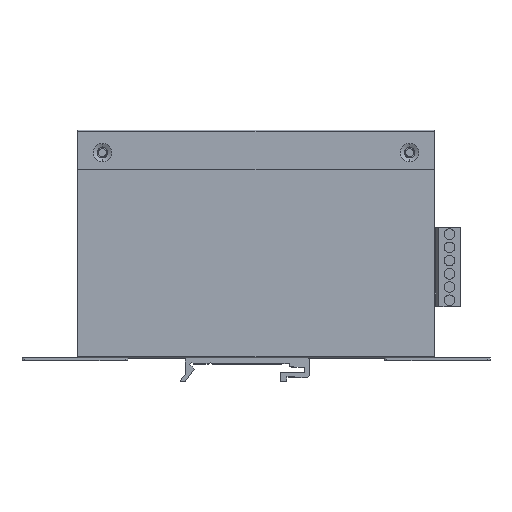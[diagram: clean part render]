
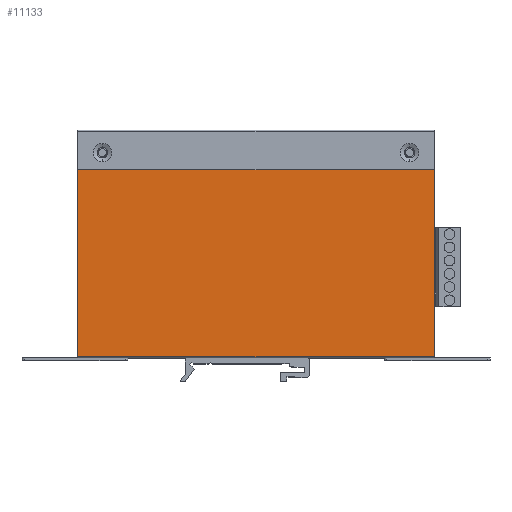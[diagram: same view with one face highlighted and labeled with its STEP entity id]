
A CAD part, top view. The second image highlights one B-rep face of the part: STEP entity #11133.
In plain terms, the highlighted face is planar.
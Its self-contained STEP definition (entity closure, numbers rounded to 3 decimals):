
#8948=DIRECTION('',(0.,0.,-1.));
#8949=VECTOR('',#8948,70.6);
#8950=CARTESIAN_POINT('',(0.,0.,71.1));
#8951=LINE('',#8950,#8949);
#9401=DIRECTION('',(0.,1.,0.));
#9402=VECTOR('',#9401,135.);
#9403=CARTESIAN_POINT('',(0.,0.,0.5));
#9404=LINE('',#9403,#9402);
#9405=DIRECTION('',(0.,1.,0.));
#9406=VECTOR('',#9405,135.);
#9407=CARTESIAN_POINT('',(0.,0.,71.1));
#9408=LINE('',#9407,#9406);
#9794=DIRECTION('',(0.,0.,-1.));
#9795=VECTOR('',#9794,70.6);
#9796=CARTESIAN_POINT('',(0.,135.,71.1));
#9797=LINE('',#9796,#9795);
#10146=CARTESIAN_POINT('',(0.,0.,71.1));
#10147=VERTEX_POINT('',#10146);
#10148=CARTESIAN_POINT('',(0.,0.,0.5));
#10149=VERTEX_POINT('',#10148);
#10156=CARTESIAN_POINT('',(0.,135.,71.1));
#10157=VERTEX_POINT('',#10156);
#10158=CARTESIAN_POINT('',(0.,135.,0.5));
#10159=VERTEX_POINT('',#10158);
#11120=CARTESIAN_POINT('',(0.,0.,71.1));
#11121=DIRECTION('',(1.,0.,0.));
#11122=DIRECTION('',(0.,0.,-1.));
#11123=AXIS2_PLACEMENT_3D('',#11120,#11121,#11122);
#11124=PLANE('',#11123);
#11125=ORIENTED_EDGE('',*,*,#10511,.F.);
#11127=ORIENTED_EDGE('',*,*,#11126,.T.);
#11129=ORIENTED_EDGE('',*,*,#11128,.T.);
#11130=ORIENTED_EDGE('',*,*,#11112,.F.);
#11131=EDGE_LOOP('',(#11125,#11127,#11129,#11130));
#11132=FACE_OUTER_BOUND('',#11131,.F.);
#11133=ADVANCED_FACE('',(#11132),#11124,.T.);
#10511=EDGE_CURVE('',#10147,#10149,#8951,.T.);
#11112=EDGE_CURVE('',#10149,#10159,#9404,.T.);
#11126=EDGE_CURVE('',#10147,#10157,#9408,.T.);
#11128=EDGE_CURVE('',#10157,#10159,#9797,.T.);
